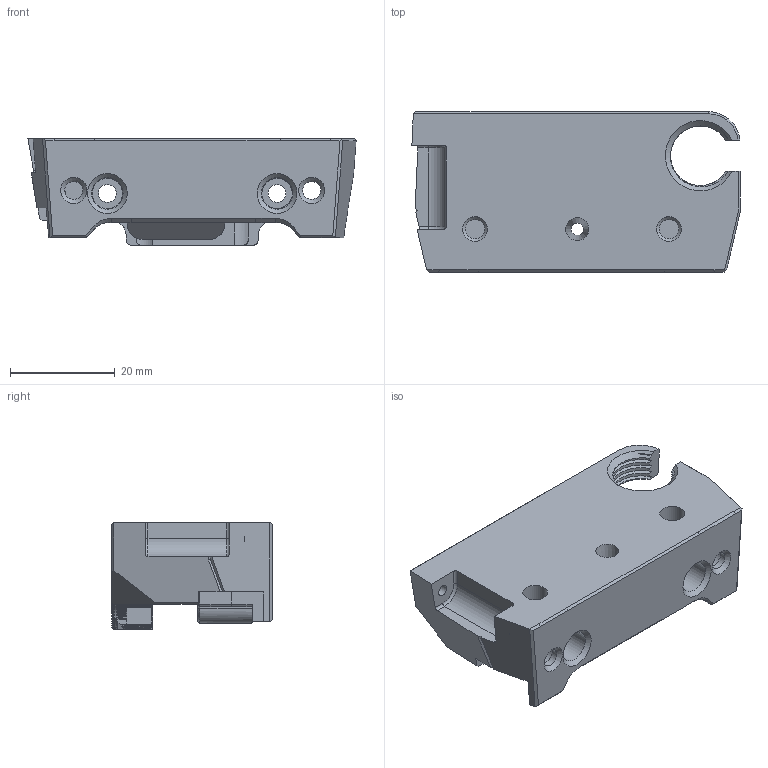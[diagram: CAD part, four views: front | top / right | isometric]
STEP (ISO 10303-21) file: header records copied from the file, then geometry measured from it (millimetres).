
FILE_DESCRIPTION(/* description */ (''),/* implementation_level */ '2;1');
FILE_NAME(/* name */ 'ORBITERMOUNT_STANDARD_PG7_V2_Cutting.stp',/* time_stamp */ '2023-12-19T01:35:31+01:00',/* author */ (''),/* organization */ (''),/* preprocessor_version */ 'ST-DEVELOPER v16.7',/* originating_system */ 'SIEMENS PLM Software NX 1847',/* authorisation */ '');
FILE_SCHEMA (('AP203_CONFIGURATION_CONTROLLED_3D_DESIGN_OF_MECHANICAL_PARTS_AND_ASSEMBLIES_MIM_LF { 1 0 10303 403 2 1 2}'));
Length unit declared in the file: millimetre
Products named in the file (1): ORBITERMOUNT_STANDARD_PG7_V2_Cutting
Bounding box: 62.65 x 30.6 x 20.35 mm (x, y, z)
Volume: 20345.2 mm3; surface area: 8794.7 mm2
Topology: 1 solids, 1 shells, 599 faces, 1373 edges, 776 vertices
Faces by surface type: plane 469, cylinder 57, bspline 40, cone 28, torus 5
Full cylindrical faces by diameter (mm): 2.2 x2, 2.4 x1, 3.4 x4, 4.7 x5, 5.8 x2, 6 x2
Entity records: 18707 total; most frequent: CARTESIAN_POINT 5694, ORIENTED_EDGE 2716, DIRECTION 2514, EDGE_CURVE 1358, LINE 1018, VECTOR 1018, VERTEX_POINT 771, AXIS2_PLACEMENT_3D 748
